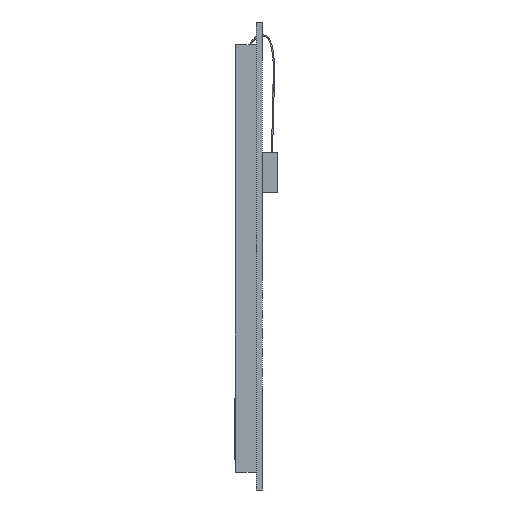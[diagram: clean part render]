
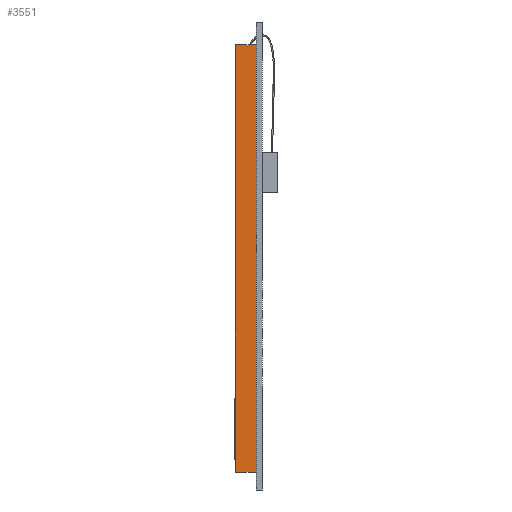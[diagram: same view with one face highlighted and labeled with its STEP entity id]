
A CAD part, left-side view. The second image highlights one B-rep face of the part: STEP entity #3551.
In plain terms, the highlighted face is planar.
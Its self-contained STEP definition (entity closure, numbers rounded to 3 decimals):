
#2552=DIRECTION('',(0.,-1.,0.));
#2553=VECTOR('',#2552,56.16);
#2554=CARTESIAN_POINT('',(20.85,28.4,-0.8));
#2555=LINE('',#2554,#2553);
#2884=DIRECTION('',(0.,-1.,0.));
#2885=VECTOR('',#2884,56.16);
#2886=CARTESIAN_POINT('',(20.85,28.4,-3.55));
#2887=LINE('',#2886,#2885);
#2904=DIRECTION('',(0.,0.,-1.));
#2905=VECTOR('',#2904,2.75);
#2906=CARTESIAN_POINT('',(20.85,-27.76,-0.8));
#2907=LINE('',#2906,#2905);
#2916=DIRECTION('',(0.,0.,-1.));
#2917=VECTOR('',#2916,2.75);
#2918=CARTESIAN_POINT('',(20.85,28.4,-0.8));
#2919=LINE('',#2918,#2917);
#3048=CARTESIAN_POINT('',(20.85,28.4,-0.8));
#3049=CARTESIAN_POINT('',(20.85,-27.76,-0.8));
#3050=VERTEX_POINT('',#3048);
#3051=VERTEX_POINT('',#3049);
#3056=CARTESIAN_POINT('',(20.85,28.4,-3.55));
#3057=CARTESIAN_POINT('',(20.85,-27.76,-3.55));
#3058=VERTEX_POINT('',#3056);
#3059=VERTEX_POINT('',#3057);
#3540=CARTESIAN_POINT('',(20.85,28.4,-0.8));
#3541=DIRECTION('',(1.,0.,0.));
#3542=DIRECTION('',(0.,-1.,0.));
#3543=AXIS2_PLACEMENT_3D('',#3540,#3541,#3542);
#3544=PLANE('',#3543);
#3545=ORIENTED_EDGE('',*,*,#3237,.F.);
#3546=ORIENTED_EDGE('',*,*,#3535,.T.);
#3547=ORIENTED_EDGE('',*,*,#3464,.T.);
#3548=ORIENTED_EDGE('',*,*,#3508,.F.);
#3549=EDGE_LOOP('',(#3545,#3546,#3547,#3548));
#3550=FACE_OUTER_BOUND('',#3549,.F.);
#3237=EDGE_CURVE('',#3050,#3051,#2555,.T.);
#3464=EDGE_CURVE('',#3058,#3059,#2887,.T.);
#3508=EDGE_CURVE('',#3051,#3059,#2907,.T.);
#3535=EDGE_CURVE('',#3050,#3058,#2919,.T.);
#3551=ADVANCED_FACE('',(#3550),#3544,.T.);
